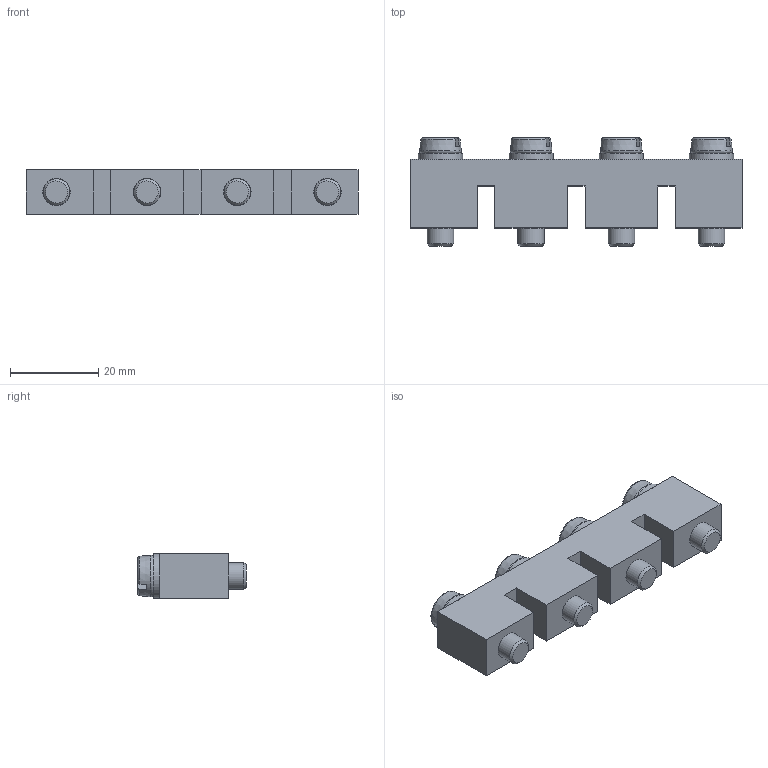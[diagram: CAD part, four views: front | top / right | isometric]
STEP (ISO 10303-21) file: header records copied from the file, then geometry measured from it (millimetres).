
FILE_DESCRIPTION(/* description */ (''),/* implementation_level */ '2;1');
FILE_NAME(/* name */ '17267_0_SQ70_4.stp',/* time_stamp */ '2020-12-02T09:11:50+01:00',/* author */ (''),/* organization */ (''),/* preprocessor_version */ 'ST-DEVELOPER v16.7',/* originating_system */ 'SIEMENS PLM Software NX 12.0',/* authorisation */ '');
FILE_SCHEMA (('AUTOMOTIVE_DESIGN { 1 0 10303 214 3 1 1 1 }'));
Length unit declared in the file: millimetre
Products named in the file (1): 17267_0_SQ70_4
Bounding box: 75.1 x 24.5 x 10 mm (x, y, z)
Volume: 11802.8 mm3; surface area: 8608.8 mm2
Topology: 9 solids, 9 shells, 98 faces, 228 edges, 152 vertices
Faces by surface type: plane 54, cylinder 20, cone 12, torus 12
Full cylindrical faces by diameter (mm): 5.3 x4, 6 x4, 6.2 x4, 6.6 x4, 10 x4
Entity records: 2800 total; most frequent: CARTESIAN_POINT 723, DIRECTION 414, ORIENTED_EDGE 344, AXIS2_PLACEMENT_3D 175, EDGE_CURVE 172, EDGE_LOOP 154, VERTEX_POINT 132, FACE_BOUND 109
